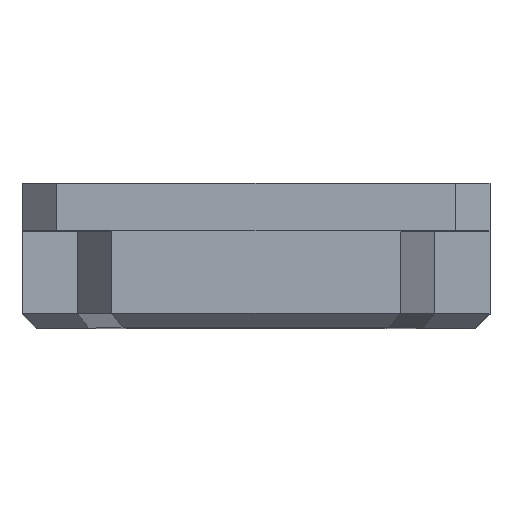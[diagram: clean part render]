
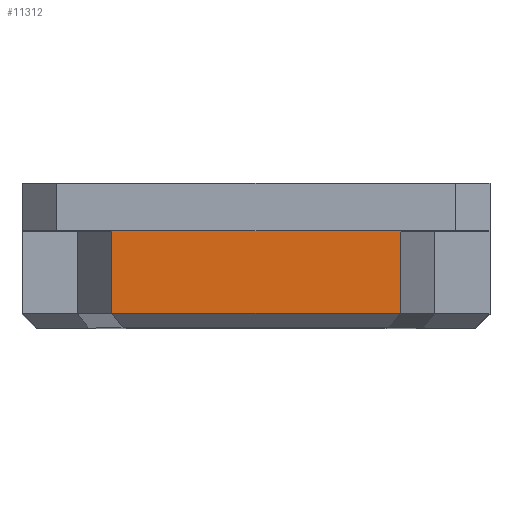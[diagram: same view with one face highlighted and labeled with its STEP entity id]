
A CAD part, top view. The second image highlights one B-rep face of the part: STEP entity #11312.
In plain terms, the highlighted planar face has unit normal (0, 0, 1).
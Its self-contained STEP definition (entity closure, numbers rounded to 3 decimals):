
#1236 = CARTESIAN_POINT ( 'NONE',  ( 0., 0.85, 0. ) ) ;
#1470 = DIRECTION ( 'NONE',  ( 0., -1., 0. ) ) ;
#2675 = VERTEX_POINT ( 'NONE', #3310 ) ;
#2768 = CARTESIAN_POINT ( 'NONE',  ( -5., 2.5, 0. ) ) ;
#2894 = VERTEX_POINT ( 'NONE', #13728 ) ;
#2959 = CARTESIAN_POINT ( 'NONE',  ( 0., 0., 0. ) ) ;
#3310 = CARTESIAN_POINT ( 'NONE',  ( 5., 0.85, 0. ) ) ;
#3455 = LINE ( 'NONE', #1236, #13613 ) ;
#4321 = FACE_OUTER_BOUND ( 'NONE', #13725, .T. ) ;
#5117 = DIRECTION ( 'NONE',  ( 1., 0., 0. ) ) ;
#5766 = DIRECTION ( 'NONE',  ( 1., 0., 0. ) ) ;
#6091 = CARTESIAN_POINT ( 'NONE',  ( -5., -2., 0. ) ) ;
#6148 = LINE ( 'NONE', #13882, #6443 ) ;
#6298 = LINE ( 'NONE', #10960, #11076 ) ;
#6443 = VECTOR ( 'NONE', #1470, 1000. ) ;
#6545 = ORIENTED_EDGE ( 'NONE', *, *, #7338, .F. ) ;
#7338 = EDGE_CURVE ( 'NONE', #2675, #2894, #6148, .T. ) ;
#7724 = CARTESIAN_POINT ( 'NONE',  ( -5., 0.85, 0. ) ) ;
#7747 = EDGE_CURVE ( 'NONE', #10784, #12917, #12233, .T. ) ;
#8301 = ORIENTED_EDGE ( 'NONE', *, *, #14362, .F. ) ;
#8682 = DIRECTION ( 'NONE',  ( 1., 0., 0. ) ) ;
#8826 = DIRECTION ( 'NONE',  ( 0., 0., 1. ) ) ;
#9330 = ORIENTED_EDGE ( 'NONE', *, *, #7747, .T. ) ;
#10130 = PLANE ( 'NONE',  #13387 ) ;
#10240 = ORIENTED_EDGE ( 'NONE', *, *, #14561, .T. ) ;
#10784 = VERTEX_POINT ( 'NONE', #7724 ) ;
#10960 = CARTESIAN_POINT ( 'NONE',  ( 0., -2., 0. ) ) ;
#11076 = VECTOR ( 'NONE', #5117, 1000. ) ;
#11094 = VECTOR ( 'NONE', #14245, 1000. ) ;
#11312 = ADVANCED_FACE ( 'NONE', ( #4321 ), #10130, .T. ) ;
#12233 = LINE ( 'NONE', #2768, #11094 ) ;
#12917 = VERTEX_POINT ( 'NONE', #6091 ) ;
#13387 = AXIS2_PLACEMENT_3D ( 'NONE', #2959, #8826, #8682 ) ;
#13613 = VECTOR ( 'NONE', #5766, 1000. ) ;
#13725 = EDGE_LOOP ( 'NONE', ( #9330, #10240, #6545, #8301 ) ) ;
#13728 = CARTESIAN_POINT ( 'NONE',  ( 5., -2., 0. ) ) ;
#13882 = CARTESIAN_POINT ( 'NONE',  ( 5., 2.5, 0. ) ) ;
#14245 = DIRECTION ( 'NONE',  ( 0., -1., 0. ) ) ;
#14362 = EDGE_CURVE ( 'NONE', #10784, #2675, #3455, .T. ) ;
#14561 = EDGE_CURVE ( 'NONE', #12917, #2894, #6298, .T. ) ;
